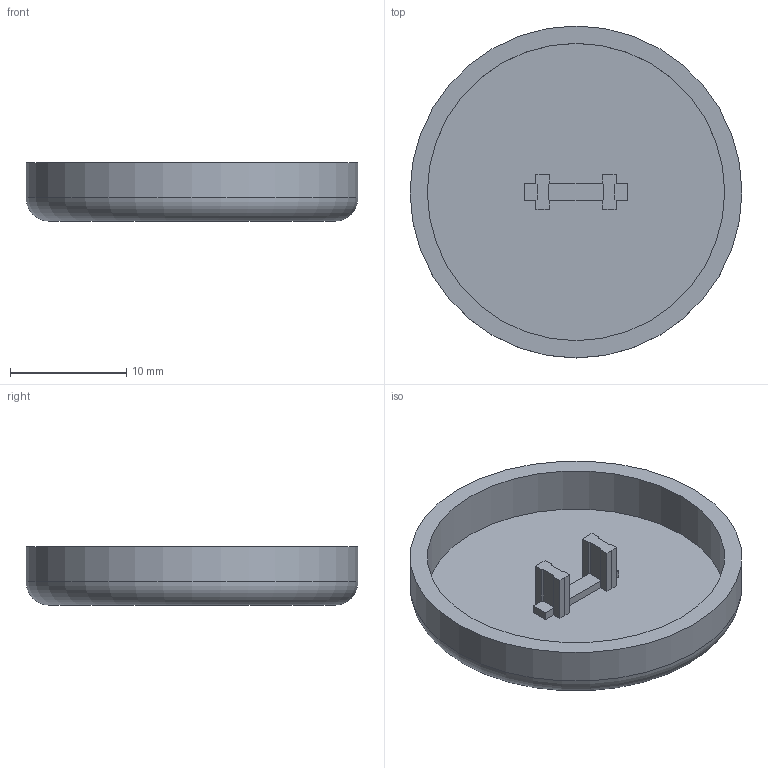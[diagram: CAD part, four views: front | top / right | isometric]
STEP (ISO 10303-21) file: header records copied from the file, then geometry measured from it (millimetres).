
FILE_DESCRIPTION(/* description */ (''),/* implementation_level */ '2;1');
FILE_NAME(/* name */ 'Choc V1 Button Large.step',/* time_stamp */ '2023-09-09T02:06:45-07:00',/* author */ (''),/* organization */ (''),/* preprocessor_version */ 'ST-DEVELOPER v20',/* originating_system */ 'Autodesk Translation Framework v12.9.0.99',/* authorisation */ '');
FILE_SCHEMA (('AUTOMOTIVE_DESIGN { 1 0 10303 214 3 1 1 }'));
Length unit declared in the file: millimetre
Products named in the file (1): Choc V1 Button Large
Bounding box: 28.5 x 28.5 x 5 mm (x, y, z)
Volume: 1100.5 mm3; surface area: 2041.5 mm2
Topology: 1 solids, 1 shells, 45 faces, 115 edges, 74 vertices
Faces by surface type: plane 42, cylinder 2, torus 1
Full cylindrical faces by diameter (mm): 25.531 x1, 28.5 x1
Entity records: 1372 total; most frequent: CARTESIAN_POINT 235, ORIENTED_EDGE 230, DIRECTION 214, EDGE_CURVE 115, LINE 108, VECTOR 108, VERTEX_POINT 74, AXIS2_PLACEMENT_3D 53
